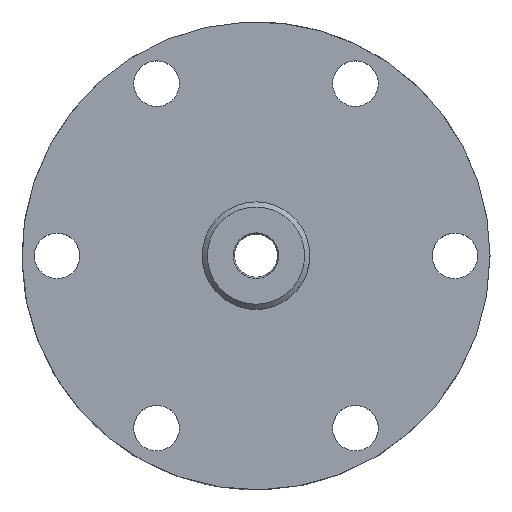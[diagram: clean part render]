
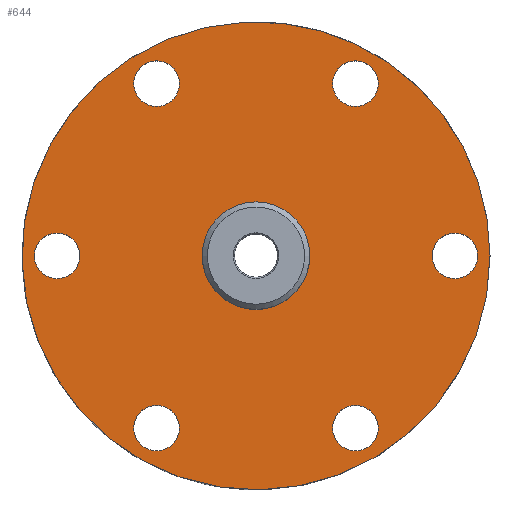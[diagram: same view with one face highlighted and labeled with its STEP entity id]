
A CAD part, top view. The second image highlights one B-rep face of the part: STEP entity #644.
In plain terms, the highlighted planar face has unit normal (0, 0, 1).
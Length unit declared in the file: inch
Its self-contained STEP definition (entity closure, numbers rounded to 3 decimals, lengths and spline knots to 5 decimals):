
#47=PLANE('',#753);
#85=FACE_BOUND('',#215,.T.);
#86=FACE_BOUND('',#216,.T.);
#87=FACE_BOUND('',#217,.T.);
#88=FACE_BOUND('',#218,.T.);
#89=FACE_BOUND('',#219,.T.);
#90=FACE_BOUND('',#220,.T.);
#91=FACE_BOUND('',#221,.T.);
#136=FACE_OUTER_BOUND('',#214,.T.);
#214=EDGE_LOOP('',(#509));
#215=EDGE_LOOP('',(#510));
#216=EDGE_LOOP('',(#511));
#217=EDGE_LOOP('',(#512));
#218=EDGE_LOOP('',(#513));
#219=EDGE_LOOP('',(#514));
#220=EDGE_LOOP('',(#515));
#221=EDGE_LOOP('',(#516));
#265=CIRCLE('',#713,0.249);
#273=CIRCLE('',#724,1.36);
#274=CIRCLE('',#726,0.1325);
#275=CIRCLE('',#728,0.1325);
#277=CIRCLE('',#731,0.1325);
#278=CIRCLE('',#733,0.1325);
#279=CIRCLE('',#735,0.1325);
#281=CIRCLE('',#738,0.1325);
#317=VERTEX_POINT('',#1028);
#330=VERTEX_POINT('',#1086);
#331=VERTEX_POINT('',#1089);
#332=VERTEX_POINT('',#1092);
#334=VERTEX_POINT('',#1097);
#335=VERTEX_POINT('',#1100);
#336=VERTEX_POINT('',#1103);
#338=VERTEX_POINT('',#1108);
#375=EDGE_CURVE('',#317,#317,#265,.T.);
#389=EDGE_CURVE('',#330,#330,#273,.T.);
#390=EDGE_CURVE('',#331,#331,#274,.T.);
#391=EDGE_CURVE('',#332,#332,#275,.T.);
#393=EDGE_CURVE('',#334,#334,#277,.T.);
#394=EDGE_CURVE('',#335,#335,#278,.T.);
#395=EDGE_CURVE('',#336,#336,#279,.T.);
#397=EDGE_CURVE('',#338,#338,#281,.T.);
#509=ORIENTED_EDGE('',*,*,#389,.F.);
#510=ORIENTED_EDGE('',*,*,#390,.T.);
#511=ORIENTED_EDGE('',*,*,#391,.T.);
#512=ORIENTED_EDGE('',*,*,#393,.T.);
#513=ORIENTED_EDGE('',*,*,#394,.T.);
#514=ORIENTED_EDGE('',*,*,#395,.T.);
#515=ORIENTED_EDGE('',*,*,#397,.T.);
#516=ORIENTED_EDGE('',*,*,#375,.F.);
#644=ADVANCED_FACE('',(#136,#85,#86,#87,#88,#89,#90,#91),#47,.T.);
#713=AXIS2_PLACEMENT_3D('',#1029,#843,#844);
#724=AXIS2_PLACEMENT_3D('',#1087,#867,#868);
#726=AXIS2_PLACEMENT_3D('',#1090,#871,#872);
#728=AXIS2_PLACEMENT_3D('',#1093,#875,#876);
#731=AXIS2_PLACEMENT_3D('',#1098,#881,#882);
#733=AXIS2_PLACEMENT_3D('',#1101,#885,#886);
#735=AXIS2_PLACEMENT_3D('',#1104,#889,#890);
#738=AXIS2_PLACEMENT_3D('',#1109,#895,#896);
#753=AXIS2_PLACEMENT_3D('',#1161,#927,#928);
#843=DIRECTION('center_axis',(0.,0.,1.));
#844=DIRECTION('ref_axis',(-1.,0.,0.));
#867=DIRECTION('center_axis',(0.,0.,-1.));
#868=DIRECTION('ref_axis',(-1.,0.,0.));
#871=DIRECTION('center_axis',(0.,0.,-1.));
#872=DIRECTION('ref_axis',(1.,0.,0.));
#875=DIRECTION('center_axis',(0.,0.,-1.));
#876=DIRECTION('ref_axis',(0.5,-0.866,0.));
#881=DIRECTION('center_axis',(0.,0.,-1.));
#882=DIRECTION('ref_axis',(0.5,0.866,0.));
#885=DIRECTION('center_axis',(0.,0.,-1.));
#886=DIRECTION('ref_axis',(-0.5,0.866,0.));
#889=DIRECTION('center_axis',(0.,0.,-1.));
#890=DIRECTION('ref_axis',(-1.,0.,0.));
#895=DIRECTION('center_axis',(0.,0.,-1.));
#896=DIRECTION('ref_axis',(-0.5,-0.866,0.));
#927=DIRECTION('center_axis',(0.,0.,1.));
#928=DIRECTION('ref_axis',(-1.,0.,0.));
#1028=CARTESIAN_POINT('',(0.249,0.,0.505));
#1029=CARTESIAN_POINT('Origin',(0.,0.,0.505));
#1086=CARTESIAN_POINT('',(1.36,0.,0.505));
#1087=CARTESIAN_POINT('Origin',(0.,0.,0.505));
#1089=CARTESIAN_POINT('',(0.4455,-1.00113,0.505));
#1090=CARTESIAN_POINT('Origin',(0.578,-1.00113,0.505));
#1092=CARTESIAN_POINT('',(-0.64425,-0.88638,0.505));
#1093=CARTESIAN_POINT('Origin',(-0.578,-1.00113,0.505));
#1097=CARTESIAN_POINT('',(1.08975,-0.11475,0.505));
#1098=CARTESIAN_POINT('Origin',(1.156,0.,0.505));
#1100=CARTESIAN_POINT('',(0.64425,0.88638,0.505));
#1101=CARTESIAN_POINT('Origin',(0.578,1.00113,0.505));
#1103=CARTESIAN_POINT('',(-0.4455,1.00113,0.505));
#1104=CARTESIAN_POINT('Origin',(-0.578,1.00113,0.505));
#1108=CARTESIAN_POINT('',(-1.08975,0.11475,0.505));
#1109=CARTESIAN_POINT('Origin',(-1.156,0.,0.505));
#1161=CARTESIAN_POINT('Origin',(0.,0.,0.505));
